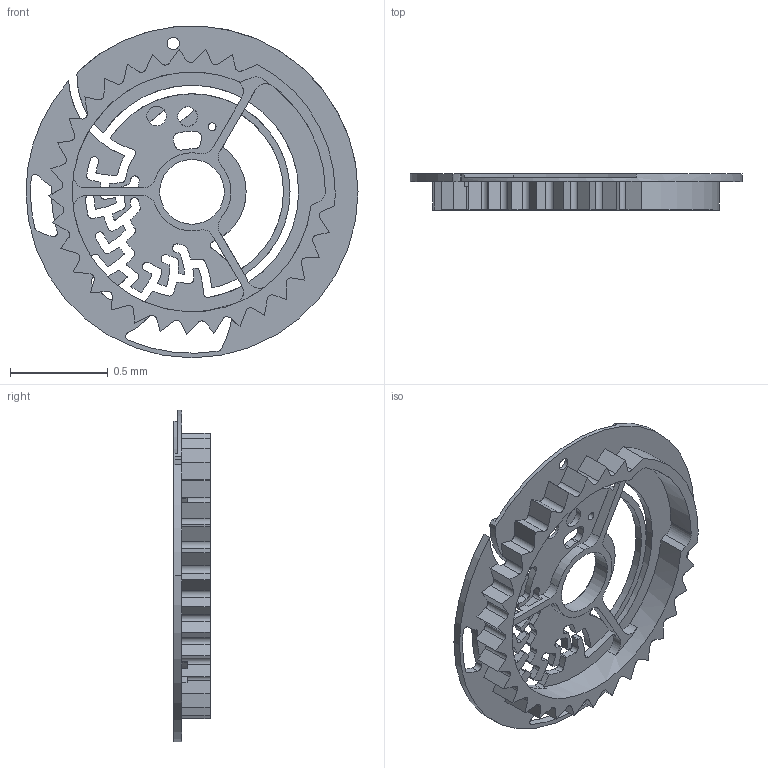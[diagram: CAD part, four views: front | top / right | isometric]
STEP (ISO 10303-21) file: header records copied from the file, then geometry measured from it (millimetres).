
FILE_DESCRIPTION(('produced by SPATIAL CORP'),'2;1');
FILE_NAME( 'thru-mazewheel.hh.sat.stp','2002-04-22T18:09:36+00:00',( 'SPATIAL CORP'),('SPATIAL CORP'),'ACIS STEP Husk', 'http://www.spatial.com','SPATIAL CORP');
FILE_SCHEMA(('CONFIG_CONTROL_DESIGN'));
Length unit declared in the file: millimetre
Products named in the file (1): PRODUCT_ID_1
Bounding box: 1.7 x 0.18 x 1.7 mm (x, y, z)
Volume: 0.1 mm3; surface area: 6 mm2
Topology: 1 solids, 1 shells, 420 faces, 1293 edges, 857 vertices
Faces by surface type: cylinder 319, plane 99, cone 2
Entity records: 13907 total; most frequent: ORIENTED_EDGE 2586, DIRECTION 2419, CARTESIAN_POINT 2364, EDGE_CURVE 1293, AXIS2_PLACEMENT_3D 916, VERTEX_POINT 857, VECTOR 587, LINE 587
